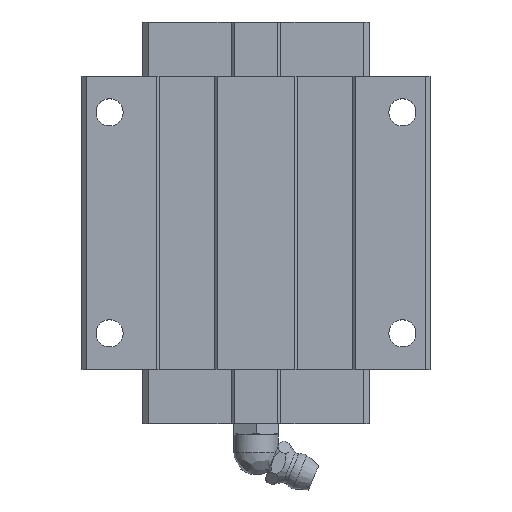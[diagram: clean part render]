
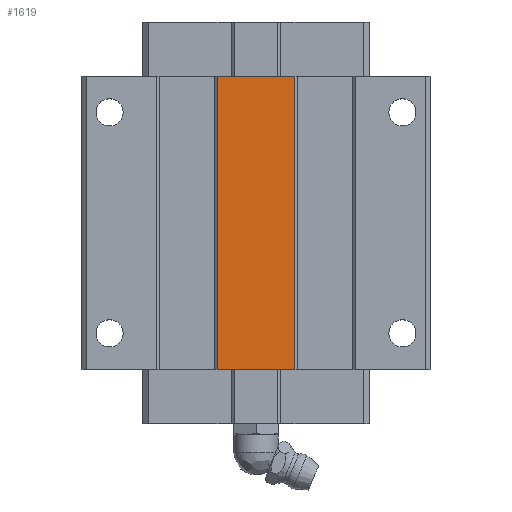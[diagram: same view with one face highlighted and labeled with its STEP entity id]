
A CAD part, top view. The second image highlights one B-rep face of the part: STEP entity #1619.
In plain terms, the highlighted planar face has unit normal (0, 0, 1).
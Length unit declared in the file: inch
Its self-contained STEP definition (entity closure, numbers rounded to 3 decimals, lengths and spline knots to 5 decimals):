
#226 = ORIENTED_EDGE ( 'NONE', *, *, #1751, .F. ) ;
#311 = EDGE_LOOP ( 'NONE', ( #226, #1391, #2761, #1930 ) ) ;
#526 = PLANE ( 'NONE',  #2016 ) ;
#642 = VERTEX_POINT ( 'NONE', #4757 ) ;
#698 = EDGE_CURVE ( 'NONE', #4360, #642, #881, .T. ) ;
#818 = CARTESIAN_POINT ( 'NONE',  ( -0.27559, -1.04528, 1.1811 ) ) ;
#881 = LINE ( 'NONE', #1426, #4506 ) ;
#997 = CARTESIAN_POINT ( 'NONE',  ( -0.27559, -1.04528, 1.1811 ) ) ;
#1079 = CARTESIAN_POINT ( 'NONE',  ( -0.3195, -1.04528, 1.1811 ) ) ;
#1363 = VERTEX_POINT ( 'NONE', #818 ) ;
#1391 = ORIENTED_EDGE ( 'NONE', *, *, #698, .T. ) ;
#1426 = CARTESIAN_POINT ( 'NONE',  ( 0.27559, -1.04528, 1.1811 ) ) ;
#1438 = DIRECTION ( 'NONE',  ( -1., 0., 0. ) ) ;
#1619 = ADVANCED_FACE ( 'NONE', ( #4346 ), #526, .T. ) ;
#1751 = EDGE_CURVE ( 'NONE', #4360, #1363, #1904, .T. ) ;
#1864 = DIRECTION ( 'NONE',  ( 0., 1., 0. ) ) ;
#1904 = LINE ( 'NONE', #1079, #4937 ) ;
#1930 = ORIENTED_EDGE ( 'NONE', *, *, #3140, .T. ) ;
#2016 = AXIS2_PLACEMENT_3D ( 'NONE', #997, #3576, #4801 ) ;
#2218 = CARTESIAN_POINT ( 'NONE',  ( -0.3195, 1.04528, 1.1811 ) ) ;
#2328 = CARTESIAN_POINT ( 'NONE',  ( -0.27559, -1.04528, 1.1811 ) ) ;
#2761 = ORIENTED_EDGE ( 'NONE', *, *, #3479, .T. ) ;
#3140 = EDGE_CURVE ( 'NONE', #3179, #1363, #5268, .T. ) ;
#3179 = VERTEX_POINT ( 'NONE', #3611 ) ;
#3479 = EDGE_CURVE ( 'NONE', #642, #3179, #4745, .T. ) ;
#3576 = DIRECTION ( 'NONE',  ( 0., 0., 1. ) ) ;
#3611 = CARTESIAN_POINT ( 'NONE',  ( -0.27559, 1.04528, 1.1811 ) ) ;
#4346 = FACE_OUTER_BOUND ( 'NONE', #311, .T. ) ;
#4360 = VERTEX_POINT ( 'NONE', #4794 ) ;
#4370 = DIRECTION ( 'NONE',  ( 0., -1., 0. ) ) ;
#4476 = DIRECTION ( 'NONE',  ( -1., 0., 0. ) ) ;
#4506 = VECTOR ( 'NONE', #1864, 39.37008 ) ;
#4745 = LINE ( 'NONE', #2218, #5406 ) ;
#4757 = CARTESIAN_POINT ( 'NONE',  ( 0.27559, 1.04528, 1.1811 ) ) ;
#4794 = CARTESIAN_POINT ( 'NONE',  ( 0.27559, -1.04528, 1.1811 ) ) ;
#4801 = DIRECTION ( 'NONE',  ( 1., 0., 0. ) ) ;
#4937 = VECTOR ( 'NONE', #4476, 39.37008 ) ;
#5131 = VECTOR ( 'NONE', #4370, 39.37008 ) ;
#5268 = LINE ( 'NONE', #2328, #5131 ) ;
#5406 = VECTOR ( 'NONE', #1438, 39.37008 ) ;
